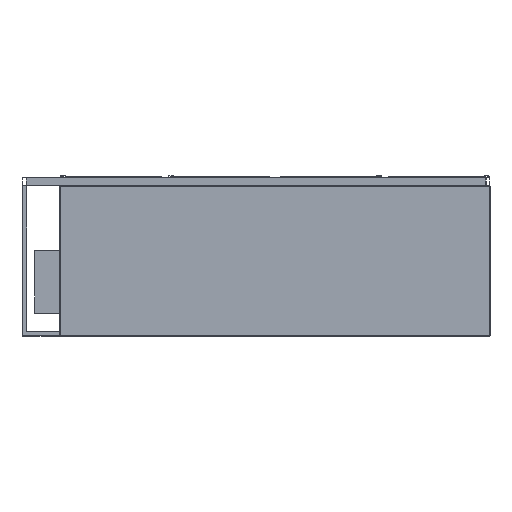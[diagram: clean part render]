
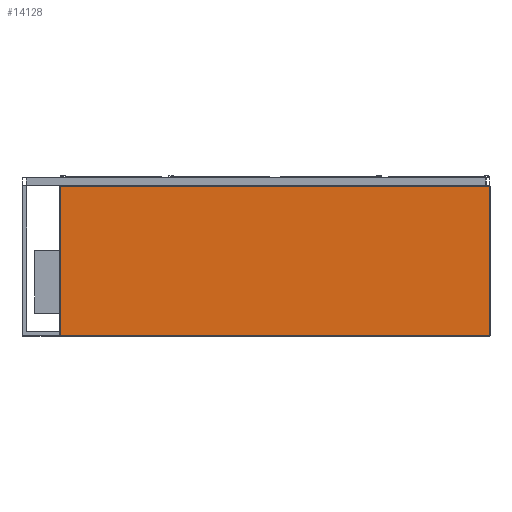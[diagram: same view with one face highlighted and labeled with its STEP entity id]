
A CAD part, front view. The second image highlights one B-rep face of the part: STEP entity #14128.
In plain terms, the highlighted planar face has unit normal (0, -1, 0).
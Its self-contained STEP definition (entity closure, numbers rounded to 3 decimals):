
#539 = LINE ( 'NONE', #9964, #19612 ) ;
#820 = CARTESIAN_POINT ( 'NONE',  ( -1030., -230., -760. ) ) ;
#1703 = VERTEX_POINT ( 'NONE', #2882 ) ;
#1747 = LINE ( 'NONE', #4486, #7882 ) ;
#2661 = AXIS2_PLACEMENT_3D ( 'NONE', #820, #13611, #5687 ) ;
#2744 = DIRECTION ( 'NONE',  ( -1., 0., 0. ) ) ;
#2882 = CARTESIAN_POINT ( 'NONE',  ( -1028., -230., -42. ) ) ;
#3289 = VECTOR ( 'NONE', #2744, 1000. ) ;
#4486 = CARTESIAN_POINT ( 'NONE',  ( -1028., -230., -760. ) ) ;
#4883 = DIRECTION ( 'NONE',  ( 0., 0., -1. ) ) ;
#5251 = CARTESIAN_POINT ( 'NONE',  ( 1028., -230., -42. ) ) ;
#5687 = DIRECTION ( 'NONE',  ( 0., 0., -1. ) ) ;
#5746 = DIRECTION ( 'NONE',  ( 0., 0., 1. ) ) ;
#6039 = ORIENTED_EDGE ( 'NONE', *, *, #13739, .T. ) ;
#6257 = EDGE_CURVE ( 'NONE', #11006, #14401, #11829, .T. ) ;
#6274 = VECTOR ( 'NONE', #5746, 1000. ) ;
#7651 = ORIENTED_EDGE ( 'NONE', *, *, #14110, .T. ) ;
#7882 = VECTOR ( 'NONE', #4883, 1000. ) ;
#8219 = CARTESIAN_POINT ( 'NONE',  ( 1028., -230., -758. ) ) ;
#8623 = LINE ( 'NONE', #13407, #3289 ) ;
#9964 = CARTESIAN_POINT ( 'NONE',  ( -1030., -230., -758. ) ) ;
#11006 = VERTEX_POINT ( 'NONE', #8219 ) ;
#11235 = CARTESIAN_POINT ( 'NONE',  ( -1028., -230., -758. ) ) ;
#11829 = LINE ( 'NONE', #12029, #6274 ) ;
#12029 = CARTESIAN_POINT ( 'NONE',  ( 1028., -230., -760. ) ) ;
#12073 = PLANE ( 'NONE',  #2661 ) ;
#12201 = ORIENTED_EDGE ( 'NONE', *, *, #6257, .T. ) ;
#13214 = VERTEX_POINT ( 'NONE', #11235 ) ;
#13407 = CARTESIAN_POINT ( 'NONE',  ( -1030., -230., -42. ) ) ;
#13611 = DIRECTION ( 'NONE',  ( 0., -1., 0. ) ) ;
#13739 = EDGE_CURVE ( 'NONE', #1703, #13214, #1747, .T. ) ;
#14110 = EDGE_CURVE ( 'NONE', #14401, #1703, #8623, .T. ) ;
#14128 = ADVANCED_FACE ( 'Fl�che8', ( #19614 ), #12073, .T. ) ;
#14401 = VERTEX_POINT ( 'NONE', #5251 ) ;
#16571 = EDGE_CURVE ( 'NONE', #13214, #11006, #539, .T. ) ;
#16813 = ORIENTED_EDGE ( 'NONE', *, *, #16571, .T. ) ;
#16889 = EDGE_LOOP ( 'NONE', ( #7651, #6039, #16813, #12201 ) ) ;
#17408 = DIRECTION ( 'NONE',  ( 1., 0., 0. ) ) ;
#19612 = VECTOR ( 'NONE', #17408, 1000. ) ;
#19614 = FACE_OUTER_BOUND ( 'NONE', #16889, .T. ) ;
